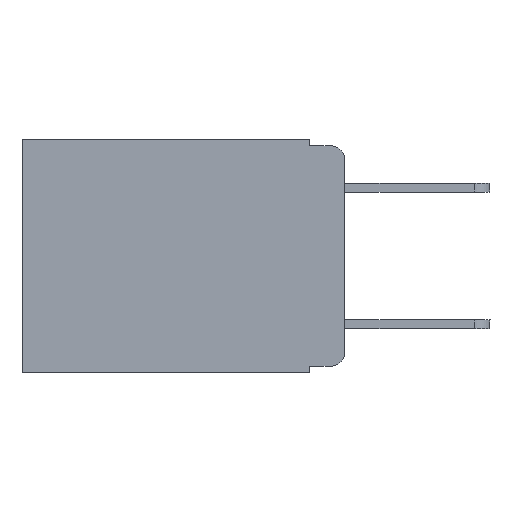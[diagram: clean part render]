
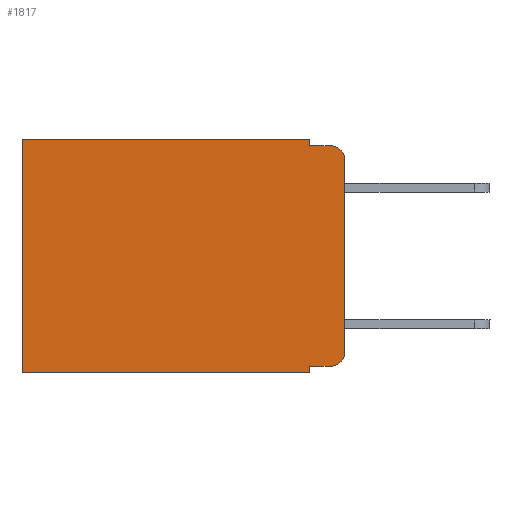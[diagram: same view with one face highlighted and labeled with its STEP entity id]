
A CAD part, left-side view. The second image highlights one B-rep face of the part: STEP entity #1817.
In plain terms, the highlighted planar face has unit normal (-1, 0, 0).
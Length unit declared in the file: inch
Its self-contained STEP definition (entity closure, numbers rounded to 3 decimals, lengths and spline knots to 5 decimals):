
#147 = VECTOR ( 'NONE', #10094, 39.37008 ) ;
#226 = DIRECTION ( 'NONE',  ( 0., -1., 0. ) ) ;
#517 = EDGE_CURVE ( 'NONE', #17078, #15960, #583, .T. ) ;
#583 = CIRCLE ( 'NONE', #11848, 0.02 ) ;
#827 = CARTESIAN_POINT ( 'NONE',  ( 0.298, 0.051, 0. ) ) ;
#1094 = VERTEX_POINT ( 'NONE', #15609 ) ;
#1817 = ADVANCED_FACE ( 'NONE', ( #19704 ), #7958, .F. ) ;
#2077 = CARTESIAN_POINT ( 'NONE',  ( 0.298, 0.02, -0.03 ) ) ;
#2618 = DIRECTION ( 'NONE',  ( 0., 0., -1. ) ) ;
#2621 = ORIENTED_EDGE ( 'NONE', *, *, #20931, .T. ) ;
#3301 = CARTESIAN_POINT ( 'NONE',  ( 0.298, 0.473, 0. ) ) ;
#3753 = LINE ( 'NONE', #13860, #6405 ) ;
#4195 = VERTEX_POINT ( 'NONE', #3301 ) ;
#4409 = CARTESIAN_POINT ( 'NONE',  ( 0.298, 0.051, 0. ) ) ;
#4613 = ORIENTED_EDGE ( 'NONE', *, *, #14859, .F. ) ;
#4668 = CARTESIAN_POINT ( 'NONE',  ( 0.298, 0., 0. ) ) ;
#5560 = DIRECTION ( 'NONE',  ( -1., 0., 0. ) ) ;
#5610 = CARTESIAN_POINT ( 'NONE',  ( 0.298, 0.473, -0.343 ) ) ;
#5900 = DIRECTION ( 'NONE',  ( 0., 0., -1. ) ) ;
#5916 = VECTOR ( 'NONE', #226, 39.37008 ) ;
#6032 = VECTOR ( 'NONE', #5900, 39.37008 ) ;
#6266 = EDGE_CURVE ( 'NONE', #9214, #10481, #17887, .T. ) ;
#6405 = VECTOR ( 'NONE', #10250, 39.37008 ) ;
#6727 = EDGE_CURVE ( 'NONE', #9890, #15960, #21140, .T. ) ;
#7425 = CARTESIAN_POINT ( 'NONE',  ( 0.298, 0.051, -0.333 ) ) ;
#7678 = ORIENTED_EDGE ( 'NONE', *, *, #10864, .F. ) ;
#7819 = CARTESIAN_POINT ( 'NONE',  ( 0.298, 0., -0.03 ) ) ;
#7849 = DIRECTION ( 'NONE',  ( 1., 0., 0. ) ) ;
#7958 = PLANE ( 'NONE',  #13520 ) ;
#8219 = DIRECTION ( 'NONE',  ( 0., 0., -1. ) ) ;
#8395 = EDGE_CURVE ( 'NONE', #1094, #15722, #9271, .T. ) ;
#8577 = CARTESIAN_POINT ( 'NONE',  ( 0.298, 0.02, -0.333 ) ) ;
#8795 = CARTESIAN_POINT ( 'NONE',  ( 0.298, 0.051, -0.01 ) ) ;
#9214 = VERTEX_POINT ( 'NONE', #8577 ) ;
#9232 = ORIENTED_EDGE ( 'NONE', *, *, #21196, .T. ) ;
#9271 = LINE ( 'NONE', #10811, #10968 ) ;
#9667 = ORIENTED_EDGE ( 'NONE', *, *, #12954, .T. ) ;
#9890 = VERTEX_POINT ( 'NONE', #8795 ) ;
#9924 = CARTESIAN_POINT ( 'NONE',  ( 0.298, 0.473, 0. ) ) ;
#10094 = DIRECTION ( 'NONE',  ( 0., 1., 0. ) ) ;
#10108 = EDGE_CURVE ( 'NONE', #11052, #9890, #19070, .T. ) ;
#10250 = DIRECTION ( 'NONE',  ( 0., 0., -1. ) ) ;
#10481 = VERTEX_POINT ( 'NONE', #17705 ) ;
#10647 = CARTESIAN_POINT ( 'NONE',  ( 0.298, 0.02, -0.01 ) ) ;
#10754 = DIRECTION ( 'NONE',  ( 0., 0., -1. ) ) ;
#10811 = CARTESIAN_POINT ( 'NONE',  ( 0.298, 0., -0.343 ) ) ;
#10836 = ORIENTED_EDGE ( 'NONE', *, *, #6266, .T. ) ;
#10864 = EDGE_CURVE ( 'NONE', #17078, #10481, #3753, .T. ) ;
#10968 = VECTOR ( 'NONE', #17601, 39.37008 ) ;
#11052 = VERTEX_POINT ( 'NONE', #4409 ) ;
#11059 = DIRECTION ( 'NONE',  ( 0., 0., -1. ) ) ;
#11161 = DIRECTION ( 'NONE',  ( 0., -1., 0. ) ) ;
#11848 = AXIS2_PLACEMENT_3D ( 'NONE', #2077, #5560, #10754 ) ;
#12954 = EDGE_CURVE ( 'NONE', #11052, #4195, #18430, .T. ) ;
#13520 = AXIS2_PLACEMENT_3D ( 'NONE', #4668, #7849, #11059 ) ;
#13761 = CARTESIAN_POINT ( 'NONE',  ( 0.298, 0.051, -0.333 ) ) ;
#13860 = CARTESIAN_POINT ( 'NONE',  ( 0.298, 0., 0. ) ) ;
#14143 = LINE ( 'NONE', #827, #18117 ) ;
#14407 = ORIENTED_EDGE ( 'NONE', *, *, #8395, .F. ) ;
#14581 = CARTESIAN_POINT ( 'NONE',  ( 0.298, 0.02, -0.313 ) ) ;
#14802 = ORIENTED_EDGE ( 'NONE', *, *, #517, .T. ) ;
#14825 = EDGE_LOOP ( 'NONE', ( #7678, #14802, #18557, #19504, #9667, #9232, #14407, #4613, #2621, #10836 ) ) ;
#14829 = VERTEX_POINT ( 'NONE', #7425 ) ;
#14859 = EDGE_CURVE ( 'NONE', #14829, #1094, #14143, .T. ) ;
#15293 = LINE ( 'NONE', #13761, #5916 ) ;
#15609 = CARTESIAN_POINT ( 'NONE',  ( 0.298, 0.051, -0.343 ) ) ;
#15722 = VERTEX_POINT ( 'NONE', #5610 ) ;
#15960 = VERTEX_POINT ( 'NONE', #10647 ) ;
#16442 = CARTESIAN_POINT ( 'NONE',  ( 0.298, 0., 0. ) ) ;
#17078 = VERTEX_POINT ( 'NONE', #7819 ) ;
#17544 = CARTESIAN_POINT ( 'NONE',  ( 0.298, 0.051, 0. ) ) ;
#17601 = DIRECTION ( 'NONE',  ( 0., 1., 0. ) ) ;
#17705 = CARTESIAN_POINT ( 'NONE',  ( 0.298, 0., -0.313 ) ) ;
#17887 = CIRCLE ( 'NONE', #21413, 0.02 ) ;
#18117 = VECTOR ( 'NONE', #2618, 39.37008 ) ;
#18227 = VECTOR ( 'NONE', #19549, 39.37008 ) ;
#18430 = LINE ( 'NONE', #16442, #147 ) ;
#18557 = ORIENTED_EDGE ( 'NONE', *, *, #6727, .F. ) ;
#19070 = LINE ( 'NONE', #17544, #6032 ) ;
#19398 = DIRECTION ( 'NONE',  ( -1., 0., 0. ) ) ;
#19476 = CARTESIAN_POINT ( 'NONE',  ( 0.298, 0.051, -0.01 ) ) ;
#19504 = ORIENTED_EDGE ( 'NONE', *, *, #10108, .F. ) ;
#19549 = DIRECTION ( 'NONE',  ( 0., 0., -1. ) ) ;
#19652 = VECTOR ( 'NONE', #11161, 39.37008 ) ;
#19704 = FACE_OUTER_BOUND ( 'NONE', #14825, .T. ) ;
#20931 = EDGE_CURVE ( 'NONE', #14829, #9214, #15293, .T. ) ;
#21140 = LINE ( 'NONE', #19476, #19652 ) ;
#21196 = EDGE_CURVE ( 'NONE', #4195, #15722, #21654, .T. ) ;
#21413 = AXIS2_PLACEMENT_3D ( 'NONE', #14581, #19398, #8219 ) ;
#21654 = LINE ( 'NONE', #9924, #18227 ) ;
